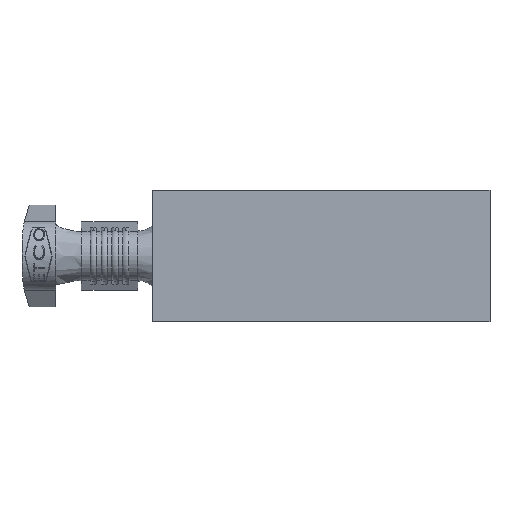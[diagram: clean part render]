
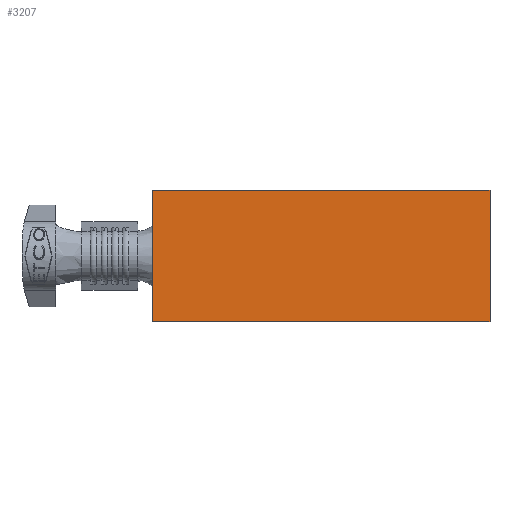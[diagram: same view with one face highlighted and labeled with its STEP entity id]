
A CAD part, front view. The second image highlights one B-rep face of the part: STEP entity #3207.
In plain terms, the highlighted planar face has unit normal (0, -1, 0).
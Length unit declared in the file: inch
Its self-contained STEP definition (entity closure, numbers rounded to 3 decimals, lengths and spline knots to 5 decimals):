
#68 = VERTEX_POINT ( 'NONE', #12189 ) ;
#305 = ORIENTED_EDGE ( 'NONE', *, *, #14491, .F. ) ;
#888 = EDGE_CURVE ( 'NONE', #10322, #68, #17510, .T. ) ;
#1303 = DIRECTION ( 'NONE',  ( 1., 0., 0. ) ) ;
#2251 = CARTESIAN_POINT ( 'NONE',  ( 0., 0., 0.181 ) ) ;
#2309 = LINE ( 'NONE', #10049, #16940 ) ;
#2851 = VERTEX_POINT ( 'NONE', #16041 ) ;
#3207 = ADVANCED_FACE ( 'NONE', ( #8835 ), #8567, .T. ) ;
#4348 = DIRECTION ( 'NONE',  ( 0., -1., 0. ) ) ;
#5726 = ORIENTED_EDGE ( 'NONE', *, *, #888, .T. ) ;
#6212 = VECTOR ( 'NONE', #14724, 39.37008 ) ;
#7502 = LINE ( 'NONE', #11732, #18357 ) ;
#7812 = CARTESIAN_POINT ( 'NONE',  ( -0.933, 0., 0.181 ) ) ;
#8567 = PLANE ( 'NONE',  #17750 ) ;
#8638 = VECTOR ( 'NONE', #1303, 39.37008 ) ;
#8835 = FACE_OUTER_BOUND ( 'NONE', #14162, .T. ) ;
#8890 = CARTESIAN_POINT ( 'NONE',  ( -0.933, 0., 0.181 ) ) ;
#10049 = CARTESIAN_POINT ( 'NONE',  ( -0.933, 0., -0.181 ) ) ;
#10322 = VERTEX_POINT ( 'NONE', #8890 ) ;
#11477 = VERTEX_POINT ( 'NONE', #2251 ) ;
#11732 = CARTESIAN_POINT ( 'NONE',  ( 0., 0., 0.181 ) ) ;
#12189 = CARTESIAN_POINT ( 'NONE',  ( -0.933, 0., -0.181 ) ) ;
#12900 = DIRECTION ( 'NONE',  ( 1., 0., 0. ) ) ;
#13146 = DIRECTION ( 'NONE',  ( 0., 0., -1. ) ) ;
#13306 = EDGE_CURVE ( 'NONE', #10322, #11477, #16159, .T. ) ;
#13440 = ORIENTED_EDGE ( 'NONE', *, *, #13306, .F. ) ;
#14162 = EDGE_LOOP ( 'NONE', ( #305, #13440, #5726, #16721 ) ) ;
#14185 = CARTESIAN_POINT ( 'NONE',  ( -0.933, 0., 0.181 ) ) ;
#14233 = DIRECTION ( 'NONE',  ( 0., 0., -1. ) ) ;
#14491 = EDGE_CURVE ( 'NONE', #11477, #2851, #7502, .T. ) ;
#14724 = DIRECTION ( 'NONE',  ( 0., 0., -1. ) ) ;
#15597 = CARTESIAN_POINT ( 'NONE',  ( -0.933, 0., 0.181 ) ) ;
#16041 = CARTESIAN_POINT ( 'NONE',  ( 0., 0., -0.181 ) ) ;
#16159 = LINE ( 'NONE', #15597, #8638 ) ;
#16721 = ORIENTED_EDGE ( 'NONE', *, *, #16846, .T. ) ;
#16846 = EDGE_CURVE ( 'NONE', #68, #2851, #2309, .T. ) ;
#16940 = VECTOR ( 'NONE', #12900, 39.37008 ) ;
#17510 = LINE ( 'NONE', #7812, #6212 ) ;
#17750 = AXIS2_PLACEMENT_3D ( 'NONE', #14185, #4348, #14233 ) ;
#18357 = VECTOR ( 'NONE', #13146, 39.37008 ) ;
